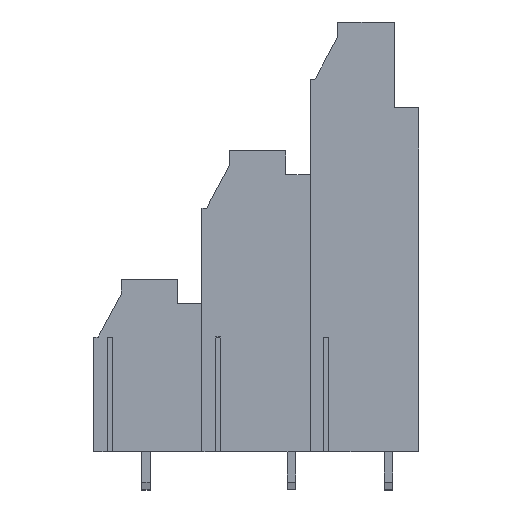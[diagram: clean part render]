
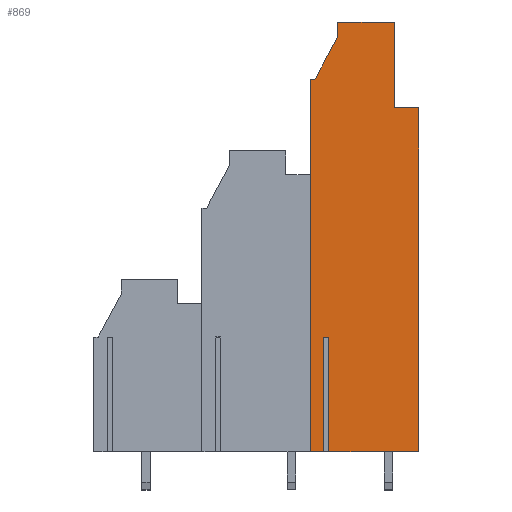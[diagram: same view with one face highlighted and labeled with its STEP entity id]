
A CAD part, top view. The second image highlights one B-rep face of the part: STEP entity #869.
In plain terms, the highlighted planar face has unit normal (0, 0, 1).
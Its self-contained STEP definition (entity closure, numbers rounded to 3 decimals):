
#869 = ADVANCED_FACE( '', ( #2141 ), #2142, .T. );
#2141 = FACE_OUTER_BOUND( '', #3835, .T. );
#2142 = PLANE( '', #3836 );
#3835 = EDGE_LOOP( '', ( #6301, #6302, #6303, #6304, #6305, #6306, #6307, #6308, #6309, #6310, #6311, #6312, #6313, #6314 ) );
#3836 = AXIS2_PLACEMENT_3D( '', #6315, #6316, #6317 );
#6301 = ORIENTED_EDGE( '', *, *, #11306, .T. );
#6302 = ORIENTED_EDGE( '', *, *, #11307, .T. );
#6303 = ORIENTED_EDGE( '', *, *, #11308, .T. );
#6304 = ORIENTED_EDGE( '', *, *, #11309, .T. );
#6305 = ORIENTED_EDGE( '', *, *, #11310, .T. );
#6306 = ORIENTED_EDGE( '', *, *, #11311, .T. );
#6307 = ORIENTED_EDGE( '', *, *, #11312, .T. );
#6308 = ORIENTED_EDGE( '', *, *, #11313, .T. );
#6309 = ORIENTED_EDGE( '', *, *, #10656, .T. );
#6310 = ORIENTED_EDGE( '', *, *, #11314, .T. );
#6311 = ORIENTED_EDGE( '', *, *, #11315, .T. );
#6312 = ORIENTED_EDGE( '', *, *, #11085, .T. );
#6313 = ORIENTED_EDGE( '', *, *, #11316, .F. );
#6314 = ORIENTED_EDGE( '', *, *, #11317, .T. );
#6315 = CARTESIAN_POINT( '', ( 27.95, 22.5, 2.54 ) );
#6316 = DIRECTION( '', ( 0., 0., 1. ) );
#6317 = DIRECTION( '', ( 1., 0., 0. ) );
#10656 = EDGE_CURVE( '', #12862, #12860, #12863, .T. );
#11085 = EDGE_CURVE( '', #13625, #13623, #13626, .T. );
#11306 = EDGE_CURVE( '', #13984, #13985, #13986, .T. );
#11307 = EDGE_CURVE( '', #13985, #13987, #13988, .T. );
#11308 = EDGE_CURVE( '', #13987, #13989, #13990, .T. );
#11309 = EDGE_CURVE( '', #13989, #13991, #13992, .T. );
#11310 = EDGE_CURVE( '', #13991, #13993, #13994, .T. );
#11311 = EDGE_CURVE( '', #13993, #13995, #13996, .T. );
#11312 = EDGE_CURVE( '', #13995, #13997, #13998, .T. );
#11313 = EDGE_CURVE( '', #13997, #12862, #13999, .T. );
#11314 = EDGE_CURVE( '', #12860, #14000, #14001, .T. );
#11315 = EDGE_CURVE( '', #14000, #13625, #14002, .T. );
#11316 = EDGE_CURVE( '', #14003, #13623, #14004, .T. );
#11317 = EDGE_CURVE( '', #14003, #13984, #14005, .T. );
#12860 = VERTEX_POINT( '', #16128 );
#12862 = VERTEX_POINT( '', #16131 );
#12863 = LINE( '', #16132, #16133 );
#13623 = VERTEX_POINT( '', #17243 );
#13625 = VERTEX_POINT( '', #17246 );
#13626 = LINE( '', #17247, #17248 );
#13984 = VERTEX_POINT( '', #17771 );
#13985 = VERTEX_POINT( '', #17772 );
#13986 = LINE( '', #17773, #17774 );
#13987 = VERTEX_POINT( '', #17775 );
#13988 = LINE( '', #17776, #17777 );
#13989 = VERTEX_POINT( '', #17778 );
#13990 = LINE( '', #17779, #17780 );
#13991 = VERTEX_POINT( '', #17781 );
#13992 = LINE( '', #17782, #17783 );
#13993 = VERTEX_POINT( '', #17784 );
#13994 = LINE( '', #17785, #17786 );
#13995 = VERTEX_POINT( '', #17787 );
#13996 = LINE( '', #17788, #17789 );
#13997 = VERTEX_POINT( '', #17790 );
#13998 = LINE( '', #17791, #17792 );
#13999 = LINE( '', #17793, #17794 );
#14000 = VERTEX_POINT( '', #17795 );
#14001 = LINE( '', #17796, #17797 );
#14002 = LINE( '', #17798, #17799 );
#14003 = VERTEX_POINT( '', #17800 );
#14004 = LINE( '', #17801, #17802 );
#14005 = LINE( '', #17803, #17804 );
#16128 = CARTESIAN_POINT( '', ( 25.6, 43.5, 2.54 ) );
#16131 = CARTESIAN_POINT( '', ( 25.6, 45., 2.54 ) );
#16132 = CARTESIAN_POINT( '', ( 25.6, 45., 2.54 ) );
#16133 = VECTOR( '', #20753, 1000. );
#17243 = CARTESIAN_POINT( '', ( 22.7, 29., 2.54 ) );
#17246 = CARTESIAN_POINT( '', ( 22.7, 39., 2.54 ) );
#17247 = CARTESIAN_POINT( '', ( 22.7, 39., 2.54 ) );
#17248 = VECTOR( '', #21156, 1000. );
#17771 = CARTESIAN_POINT( '', ( 24.146, 0., 2.54 ) );
#17772 = CARTESIAN_POINT( '', ( 24.146, 12., 2.54 ) );
#17773 = CARTESIAN_POINT( '', ( 24.146, 0., 2.54 ) );
#17774 = VECTOR( '', #21352, 1000. );
#17775 = CARTESIAN_POINT( '', ( 24.654, 12., 2.54 ) );
#17776 = CARTESIAN_POINT( '', ( 24.146, 12., 2.54 ) );
#17777 = VECTOR( '', #21353, 1000. );
#17778 = CARTESIAN_POINT( '', ( 24.654, 0., 2.54 ) );
#17779 = CARTESIAN_POINT( '', ( 24.654, 12., 2.54 ) );
#17780 = VECTOR( '', #21354, 1000. );
#17781 = CARTESIAN_POINT( '', ( 34.05, 0., 2.54 ) );
#17782 = CARTESIAN_POINT( '', ( 24.654, 0., 2.54 ) );
#17783 = VECTOR( '', #21355, 1000. );
#17784 = CARTESIAN_POINT( '', ( 34.05, 36., 2.54 ) );
#17785 = CARTESIAN_POINT( '', ( 34.05, 0., 2.54 ) );
#17786 = VECTOR( '', #21356, 1000. );
#17787 = CARTESIAN_POINT( '', ( 31.5, 36., 2.54 ) );
#17788 = CARTESIAN_POINT( '', ( 34.05, 36., 2.54 ) );
#17789 = VECTOR( '', #21357, 1000. );
#17790 = CARTESIAN_POINT( '', ( 31.5, 45., 2.54 ) );
#17791 = CARTESIAN_POINT( '', ( 31.5, 36., 2.54 ) );
#17792 = VECTOR( '', #21358, 1000. );
#17793 = CARTESIAN_POINT( '', ( 31.5, 45., 2.54 ) );
#17794 = VECTOR( '', #21359, 1000. );
#17795 = CARTESIAN_POINT( '', ( 23.2, 39., 2.54 ) );
#17796 = CARTESIAN_POINT( '', ( 25.6, 43.5, 2.54 ) );
#17797 = VECTOR( '', #21360, 1000. );
#17798 = CARTESIAN_POINT( '', ( 23.2, 39., 2.54 ) );
#17799 = VECTOR( '', #21361, 1000. );
#17800 = CARTESIAN_POINT( '', ( 22.7, 0., 2.54 ) );
#17801 = CARTESIAN_POINT( '', ( 22.7, 0., 2.54 ) );
#17802 = VECTOR( '', #21362, 1000. );
#17803 = CARTESIAN_POINT( '', ( 22.7, 0., 2.54 ) );
#17804 = VECTOR( '', #21363, 1000. );
#20753 = DIRECTION( '', ( 0., -1., 0. ) );
#21156 = DIRECTION( '', ( 0., -1., 0. ) );
#21352 = DIRECTION( '', ( 0., 1., 0. ) );
#21353 = DIRECTION( '', ( 1., 0., 0. ) );
#21354 = DIRECTION( '', ( 0., -1., 0. ) );
#21355 = DIRECTION( '', ( 1., 0., 0. ) );
#21356 = DIRECTION( '', ( 0., 1., 0. ) );
#21357 = DIRECTION( '', ( -1., 0., 0. ) );
#21358 = DIRECTION( '', ( 0., 1., 0. ) );
#21359 = DIRECTION( '', ( -1., 0., 0. ) );
#21360 = DIRECTION( '', ( -0.471, -0.882, 0. ) );
#21361 = DIRECTION( '', ( -1., 0., 0. ) );
#21362 = DIRECTION( '', ( 0., 1., 0. ) );
#21363 = DIRECTION( '', ( 1., 0., 0. ) );
